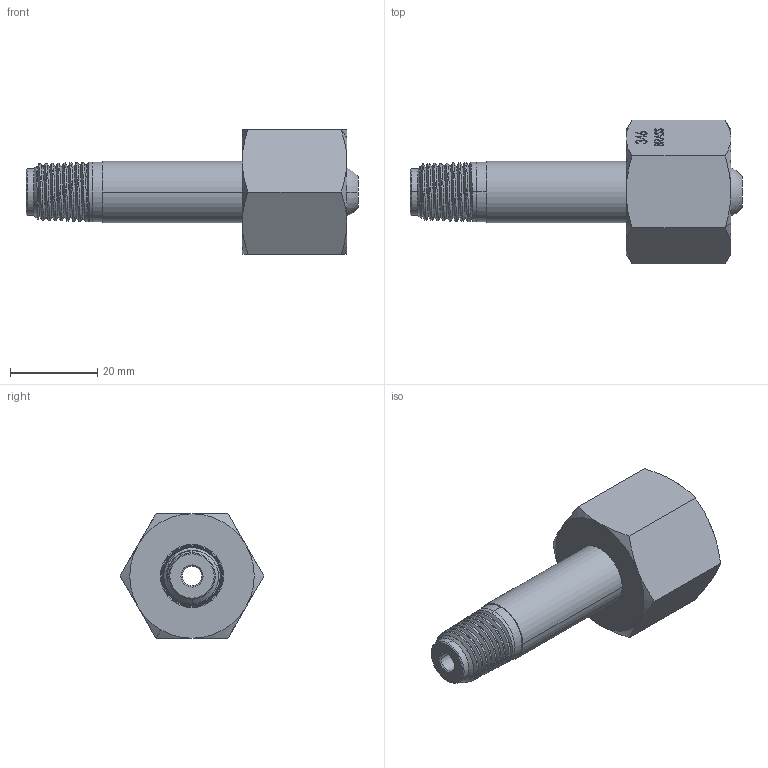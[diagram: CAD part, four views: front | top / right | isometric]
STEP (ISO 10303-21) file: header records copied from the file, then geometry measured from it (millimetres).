
FILE_DESCRIPTION (( 'STEP AP203' ), '1' );
FILE_NAME ('INL-346CH-4M-48.STEP', '2024-11-15T12:45:51', ( '' ), ( '' ), 'SwSTEP 2.0', 'SolidWorks 2018', '' );
FILE_SCHEMA (( 'CONFIG_CONTROL_DESIGN' ));
Length unit declared in the file: inch
Products named in the file (3): INL-346CH-4M-48; PRT-001804; PRT-000504
Assembly tree (2 placements, depth 2):
  INL-346CH-4M-48
    PRT-000504
    PRT-001804
Bounding box: 76.2 x 33 x 28.57 mm (x, y, z)
Volume: 20530.1 mm3; surface area: 10192.1 mm2
Topology: 2 solids, 2 shells, 130 faces, 599 edges, 489 vertices
Faces by surface type: cone 49, plane 34, cylinder 33, torus 6, bspline 6, sphere 2
Entity records: 15191 total; most frequent: CARTESIAN_POINT 10523, ORIENTED_EDGE 1190, EDGE_CURVE 595, DIRECTION 577, VERTEX_POINT 487, B_SPLINE_CURVE_WITH_KNOTS 367, AXIS2_PLACEMENT_3D 220, EDGE_LOOP 152
